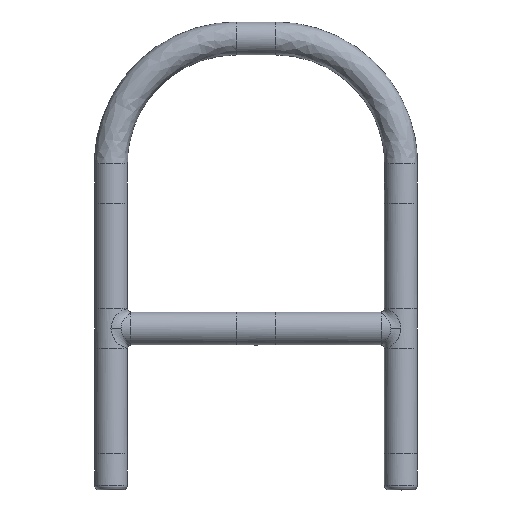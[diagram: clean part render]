
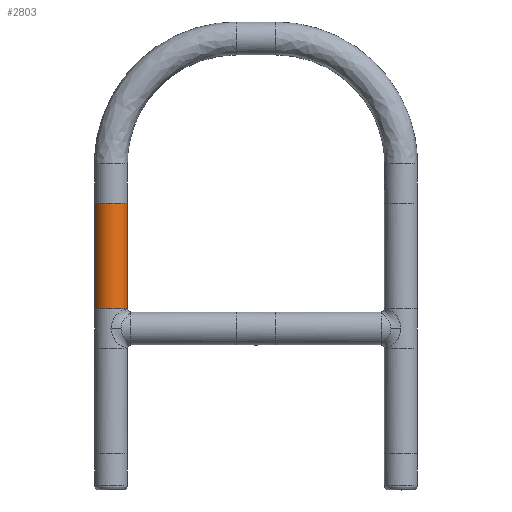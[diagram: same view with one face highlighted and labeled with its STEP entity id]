
A CAD part, top view. The second image highlights one B-rep face of the part: STEP entity #2803.
In plain terms, the highlighted cylindrical face has radius 12.5 mm (diameter 25 mm), a partial arc.
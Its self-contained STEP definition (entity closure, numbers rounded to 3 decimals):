
#2803=ADVANCED_FACE('',(#3101),#7050,.T.);
#3101=FACE_OUTER_BOUND('',#3419,.T.);
#3419=EDGE_LOOP('',(#4134,#4135,#4136,#4137));
#4134=ORIENTED_EDGE('',*,*,#5289,.F.);
#4135=ORIENTED_EDGE('',*,*,#5312,.T.);
#4136=ORIENTED_EDGE('',*,*,#5287,.F.);
#4137=ORIENTED_EDGE('',*,*,#5313,.F.);
#5287=EDGE_CURVE('',#6610,#6678,#6214,.T.);
#5289=EDGE_CURVE('',#6679,#6607,#6215,.T.);
#5312=EDGE_CURVE('',#6679,#6678,#5892,.T.);
#5313=EDGE_CURVE('',#6607,#6610,#5893,.T.);
#5892=(
BOUNDED_CURVE()
B_SPLINE_CURVE(2,(#19015,#19016,#19017,#19018,#19019),.UNSPECIFIED.,.F.,
 .F.)
B_SPLINE_CURVE_WITH_KNOTS((3,2,3),(0.,19.635,39.27),
 .UNSPECIFIED.)
CURVE()
GEOMETRIC_REPRESENTATION_ITEM()
RATIONAL_B_SPLINE_CURVE((1.,0.707,1.,0.707,1.))
REPRESENTATION_ITEM('')
);
#5893=(
BOUNDED_CURVE()
B_SPLINE_CURVE(2,(#19020,#19021,#19022,#19023,#19024),.UNSPECIFIED.,.F.,
 .F.)
B_SPLINE_CURVE_WITH_KNOTS((3,2,3),(-39.27,-19.635,
0.),.UNSPECIFIED.)
CURVE()
GEOMETRIC_REPRESENTATION_ITEM()
RATIONAL_B_SPLINE_CURVE((1.,0.707,1.,0.707,1.))
REPRESENTATION_ITEM('')
);
#6214=B_SPLINE_CURVE_WITH_KNOTS('',1,(#18732,#18733),.UNSPECIFIED.,.F.,
 .F.,(2,2),(0.,79.6),.UNSPECIFIED.);
#6215=B_SPLINE_CURVE_WITH_KNOTS('',1,(#18739,#18740),.UNSPECIFIED.,.F.,
 .F.,(2,2),(0.,79.6),.UNSPECIFIED.);
#6607=VERTEX_POINT('',#16728);
#6610=VERTEX_POINT('',#16731);
#6678=VERTEX_POINT('',#16799);
#6679=VERTEX_POINT('',#16800);
#7050=CYLINDRICAL_SURFACE('',#7177,12.5);
#7177=AXIS2_PLACEMENT_3D('',#11604,#7324,$);
#7324=DIRECTION('',(0.,1.,0.));
#11604=CARTESIAN_POINT('',(0.,164.849,0.));
#16728=CARTESIAN_POINT('',(12.5,124.949,0.));
#16731=CARTESIAN_POINT('',(-12.5,124.974,0.));
#16799=CARTESIAN_POINT('',(-12.5,204.724,0.));
#16800=CARTESIAN_POINT('',(12.5,204.724,0.));
#18732=CARTESIAN_POINT('',(-12.5,124.974,0.));
#18733=CARTESIAN_POINT('',(-12.5,204.724,0.));
#18739=CARTESIAN_POINT('',(12.5,204.724,0.));
#18740=CARTESIAN_POINT('',(12.5,124.949,0.));
#19015=CARTESIAN_POINT('',(12.5,204.724,0.));
#19016=CARTESIAN_POINT('',(12.5,204.724,12.5));
#19017=CARTESIAN_POINT('',(0.,204.724,12.5));
#19018=CARTESIAN_POINT('',(-12.5,204.724,12.5));
#19019=CARTESIAN_POINT('',(-12.5,204.724,0.));
#19020=CARTESIAN_POINT('',(12.5,124.949,0.));
#19021=CARTESIAN_POINT('',(12.5,124.949,12.5));
#19022=CARTESIAN_POINT('',(0.,124.962,12.5));
#19023=CARTESIAN_POINT('',(-12.5,124.974,12.5));
#19024=CARTESIAN_POINT('',(-12.5,124.974,0.));
